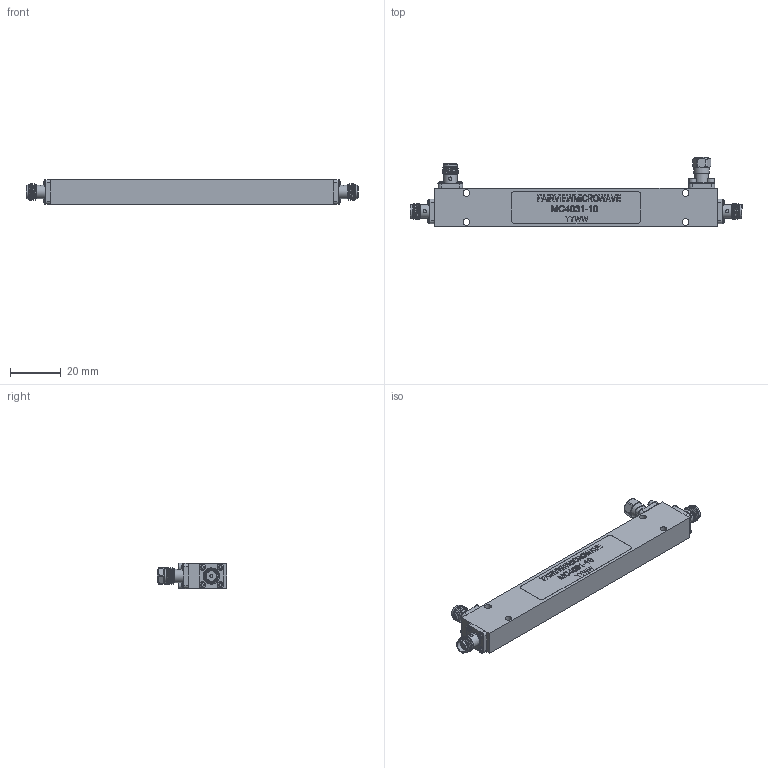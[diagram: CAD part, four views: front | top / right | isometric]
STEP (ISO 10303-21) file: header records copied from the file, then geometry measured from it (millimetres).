
FILE_DESCRIPTION (( 'STEP AP203' ), '1' );
FILE_NAME ('MC4031-10_3D.step', '2021-02-10T23:46:42', ( '' ), ( '' ), 'SwSTEP 2.0', 'SolidWorks 2018', '' );
FILE_SCHEMA (( 'CONFIG_CONTROL_DESIGN' ));
Length unit declared in the file: inch
Products named in the file (1): MC4031-10_3D
Bounding box: 130.81 x 27.43 x 10.2 mm (x, y, z)
Volume: 17640 mm3; surface area: 9233.4 mm2
Topology: 2 solids, 19 shells, 1007 faces, 2535 edges, 1649 vertices
Faces by surface type: plane 650, bspline 139, cylinder 107, cone 107, torus 4
Full cylindrical faces by diameter (mm): 1.016 x4, 1.092 x12, 1.27 x7, 2.578 x4, 2.591 x12, 2.642 x4, 2.926 x4, 3.085 x4, 4.521 x3, 5.08 x4, 5.334 x8, 6.096 x1
Entity records: 41582 total; most frequent: CARTESIAN_POINT 19572, ORIENTED_EDGE 4768, DIRECTION 3808, EDGE_CURVE 2384, VERTEX_POINT 1598, LINE 1344, VECTOR 1344, AXIS2_PLACEMENT_3D 1232
